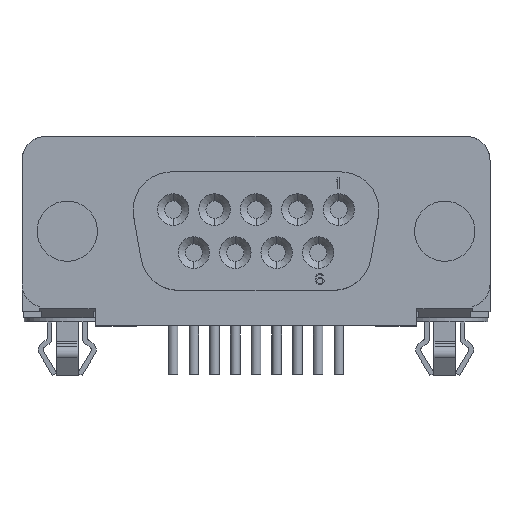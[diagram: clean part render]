
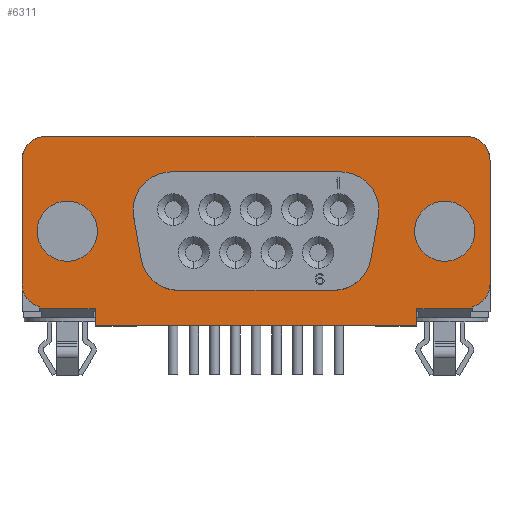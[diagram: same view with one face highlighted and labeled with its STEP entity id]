
A CAD part, top view. The second image highlights one B-rep face of the part: STEP entity #6311.
In plain terms, the highlighted planar face has unit normal (0, 0, 1).
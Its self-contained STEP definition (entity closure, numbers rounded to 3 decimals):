
#104=DIRECTION('',(0.,-1.,0.));
#105=VECTOR('',#104,8.185);
#106=CARTESIAN_POINT('',(-15.494,4.699,-6.071));
#107=LINE('',#106,#105);
#154=CARTESIAN_POINT('',(-5.598,1.382,-6.071));
#155=DIRECTION('',(0.,0.,1.));
#156=DIRECTION('',(0.,1.,0.));
#157=AXIS2_PLACEMENT_3D('',#154,#155,#156);
#159=DIRECTION('',(0.174,-0.985,0.));
#160=VECTOR('',#159,2.806);
#161=CARTESIAN_POINT('',(-8.1,0.941,-6.071));
#162=LINE('',#161,#160);
#163=CARTESIAN_POINT('',(-5.111,-1.382,-6.071));
#164=DIRECTION('',(0.,0.,1.));
#165=DIRECTION('',(-0.985,-0.174,0.));
#166=AXIS2_PLACEMENT_3D('',#163,#164,#165);
#168=DIRECTION('',(1.,0.,0.));
#169=VECTOR('',#168,10.222);
#170=CARTESIAN_POINT('',(-5.111,-3.922,-6.071));
#171=LINE('',#170,#169);
#172=CARTESIAN_POINT('',(5.111,-1.382,-6.071));
#173=DIRECTION('',(0.,0.,1.));
#174=DIRECTION('',(0.,-1.,0.));
#175=AXIS2_PLACEMENT_3D('',#172,#173,#174);
#177=DIRECTION('',(0.174,0.985,0.));
#178=VECTOR('',#177,2.806);
#179=CARTESIAN_POINT('',(7.612,-1.823,-6.071));
#180=LINE('',#179,#178);
#181=CARTESIAN_POINT('',(5.598,1.382,-6.071));
#182=DIRECTION('',(0.,0.,1.));
#183=DIRECTION('',(0.985,-0.174,0.));
#184=AXIS2_PLACEMENT_3D('',#181,#182,#183);
#186=DIRECTION('',(-1.,0.,0.));
#187=VECTOR('',#186,11.196);
#188=CARTESIAN_POINT('',(5.598,3.922,-6.071));
#189=LINE('',#188,#187);
#190=DIRECTION('',(0.,1.,0.));
#191=VECTOR('',#190,1.158);
#192=CARTESIAN_POINT('',(10.655,-6.274,-6.071));
#193=LINE('',#192,#191);
#194=DIRECTION('',(0.,1.,0.));
#195=VECTOR('',#194,1.158);
#196=CARTESIAN_POINT('',(-10.655,-6.274,-6.071));
#197=LINE('',#196,#195);
#198=DIRECTION('',(-1.,0.,0.));
#199=VECTOR('',#198,3.683);
#200=CARTESIAN_POINT('',(-10.655,-5.116,-6.071));
#201=LINE('',#200,#199);
#202=DIRECTION('',(0.,1.,0.));
#203=VECTOR('',#202,0.112);
#204=CARTESIAN_POINT('',(-14.338,-5.116,-6.071));
#205=LINE('',#204,#203);
#206=CARTESIAN_POINT('',(-13.919,-3.486,-6.071));
#207=DIRECTION('',(0.,0.,1.));
#208=DIRECTION('',(-1.,0.,0.));
#209=AXIS2_PLACEMENT_3D('',#206,#207,#208);
#211=CARTESIAN_POINT('',(-13.919,4.699,-6.071));
#212=DIRECTION('',(0.,0.,1.));
#213=DIRECTION('',(0.,1.,0.));
#214=AXIS2_PLACEMENT_3D('',#211,#212,#213);
#216=DIRECTION('',(1.,0.,0.));
#217=VECTOR('',#216,27.838);
#218=CARTESIAN_POINT('',(-13.919,6.274,-6.071));
#219=LINE('',#218,#217);
#220=CARTESIAN_POINT('',(13.919,4.699,-6.071));
#221=DIRECTION('',(0.,0.,1.));
#222=DIRECTION('',(1.,0.,0.));
#223=AXIS2_PLACEMENT_3D('',#220,#221,#222);
#225=CARTESIAN_POINT('',(13.919,-3.486,-6.071));
#226=DIRECTION('',(0.,0.,1.));
#227=DIRECTION('',(0.266,-0.964,0.));
#228=AXIS2_PLACEMENT_3D('',#225,#226,#227);
#230=DIRECTION('',(0.,-1.,0.));
#231=VECTOR('',#230,0.112);
#232=CARTESIAN_POINT('',(14.338,-5.004,-6.071));
#233=LINE('',#232,#231);
#234=DIRECTION('',(-1.,0.,0.));
#235=VECTOR('',#234,3.683);
#236=CARTESIAN_POINT('',(14.338,-5.116,-6.071));
#237=LINE('',#236,#235);
#238=CARTESIAN_POINT('',(12.497,0.,-6.071));
#239=DIRECTION('',(0.,0.,1.));
#240=DIRECTION('',(1.,0.,0.));
#241=AXIS2_PLACEMENT_3D('',#238,#239,#240);
#243=CARTESIAN_POINT('',(12.497,0.,-6.071));
#244=DIRECTION('',(0.,0.,1.));
#245=DIRECTION('',(-1.,0.,0.));
#246=AXIS2_PLACEMENT_3D('',#243,#244,#245);
#248=CARTESIAN_POINT('',(-12.497,0.,-6.071));
#249=DIRECTION('',(0.,0.,1.));
#250=DIRECTION('',(1.,0.,0.));
#251=AXIS2_PLACEMENT_3D('',#248,#249,#250);
#253=CARTESIAN_POINT('',(-12.497,0.,-6.071));
#254=DIRECTION('',(0.,0.,1.));
#255=DIRECTION('',(-1.,0.,0.));
#256=AXIS2_PLACEMENT_3D('',#253,#254,#255);
#1742=DIRECTION('',(1.,0.,0.));
#1743=VECTOR('',#1742,21.311);
#1744=CARTESIAN_POINT('',(-10.655,-6.274,-6.071));
#1745=LINE('',#1744,#1743);
#2448=DIRECTION('',(0.,-1.,0.));
#2449=VECTOR('',#2448,8.185);
#2450=CARTESIAN_POINT('',(15.494,4.699,-6.071));
#2451=LINE('',#2450,#2449);
#4818=CARTESIAN_POINT('',(-5.598,3.922,-6.071));
#4819=CARTESIAN_POINT('',(-8.1,0.941,-6.071));
#4820=VERTEX_POINT('',#4818);
#4821=VERTEX_POINT('',#4819);
#4822=CARTESIAN_POINT('',(-7.612,-1.823,-6.071));
#4823=VERTEX_POINT('',#4822);
#4824=CARTESIAN_POINT('',(-5.111,-3.922,-6.071));
#4825=VERTEX_POINT('',#4824);
#4826=CARTESIAN_POINT('',(5.111,-3.922,-6.071));
#4827=VERTEX_POINT('',#4826);
#4828=CARTESIAN_POINT('',(7.612,-1.823,-6.071));
#4829=VERTEX_POINT('',#4828);
#4830=CARTESIAN_POINT('',(8.1,0.941,-6.071));
#4831=VERTEX_POINT('',#4830);
#4832=CARTESIAN_POINT('',(5.598,3.922,-6.071));
#4833=VERTEX_POINT('',#4832);
#4842=CARTESIAN_POINT('',(10.655,-6.274,-6.071));
#4843=CARTESIAN_POINT('',(10.655,-5.116,-6.071));
#4844=VERTEX_POINT('',#4842);
#4845=VERTEX_POINT('',#4843);
#4846=CARTESIAN_POINT('',(-10.655,-6.274,-6.071));
#4847=VERTEX_POINT('',#4846);
#4938=CARTESIAN_POINT('',(14.338,-5.004,-6.071));
#4939=CARTESIAN_POINT('',(14.338,-5.116,-6.071));
#4940=VERTEX_POINT('',#4938);
#4941=VERTEX_POINT('',#4939);
#6078=CARTESIAN_POINT('',(-15.494,-3.486,-6.071));
#6079=VERTEX_POINT('',#6078);
#6080=CARTESIAN_POINT('',(15.494,-3.486,-6.071));
#6081=VERTEX_POINT('',#6080);
#6082=CARTESIAN_POINT('',(-10.655,-5.116,-6.071));
#6083=VERTEX_POINT('',#6082);
#6084=CARTESIAN_POINT('',(-14.338,-5.116,-6.071));
#6085=VERTEX_POINT('',#6084);
#6086=CARTESIAN_POINT('',(-14.338,-5.004,-6.071));
#6087=VERTEX_POINT('',#6086);
#6130=CARTESIAN_POINT('',(14.491,0.,-6.071));
#6131=CARTESIAN_POINT('',(10.503,0.,-6.071));
#6132=VERTEX_POINT('',#6130);
#6133=VERTEX_POINT('',#6131);
#6134=CARTESIAN_POINT('',(-10.503,0.,-6.071));
#6135=CARTESIAN_POINT('',(-14.491,0.,-6.071));
#6136=VERTEX_POINT('',#6134);
#6137=VERTEX_POINT('',#6135);
#6138=CARTESIAN_POINT('',(15.494,4.699,-6.071));
#6139=CARTESIAN_POINT('',(13.919,6.274,-6.071));
#6140=VERTEX_POINT('',#6138);
#6141=VERTEX_POINT('',#6139);
#6142=CARTESIAN_POINT('',(-13.919,6.274,-6.071));
#6143=CARTESIAN_POINT('',(-15.494,4.699,-6.071));
#6144=VERTEX_POINT('',#6142);
#6145=VERTEX_POINT('',#6143);
#6248=CARTESIAN_POINT('',(-15.494,6.274,-6.071));
#6249=DIRECTION('',(0.,0.,1.));
#6250=DIRECTION('',(0.,-1.,0.));
#6251=AXIS2_PLACEMENT_3D('',#6248,#6249,#6250);
#6252=PLANE('',#6251);
#6254=ORIENTED_EDGE('',*,*,#6253,.F.);
#6256=ORIENTED_EDGE('',*,*,#6255,.F.);
#6258=ORIENTED_EDGE('',*,*,#6257,.T.);
#6260=ORIENTED_EDGE('',*,*,#6259,.T.);
#6262=ORIENTED_EDGE('',*,*,#6261,.T.);
#6264=ORIENTED_EDGE('',*,*,#6263,.F.);
#6265=ORIENTED_EDGE('',*,*,#6167,.F.);
#6267=ORIENTED_EDGE('',*,*,#6266,.F.);
#6269=ORIENTED_EDGE('',*,*,#6268,.T.);
#6271=ORIENTED_EDGE('',*,*,#6270,.F.);
#6273=ORIENTED_EDGE('',*,*,#6272,.T.);
#6275=ORIENTED_EDGE('',*,*,#6274,.F.);
#6277=ORIENTED_EDGE('',*,*,#6276,.T.);
#6279=ORIENTED_EDGE('',*,*,#6278,.T.);
#6280=EDGE_LOOP('',(#6254,#6256,#6258,#6260,#6262,#6264,#6265,#6267,#6269,#6271,
#6273,#6275,#6277,#6279));
#6281=FACE_OUTER_BOUND('',#6280,.F.);
#6283=ORIENTED_EDGE('',*,*,#6282,.T.);
#6285=ORIENTED_EDGE('',*,*,#6284,.T.);
#6287=ORIENTED_EDGE('',*,*,#6286,.T.);
#6289=ORIENTED_EDGE('',*,*,#6288,.T.);
#6291=ORIENTED_EDGE('',*,*,#6290,.T.);
#6293=ORIENTED_EDGE('',*,*,#6292,.T.);
#6295=ORIENTED_EDGE('',*,*,#6294,.T.);
#6297=ORIENTED_EDGE('',*,*,#6296,.T.);
#6298=EDGE_LOOP('',(#6283,#6285,#6287,#6289,#6291,#6293,#6295,#6297));
#6299=FACE_BOUND('',#6298,.F.);
#6300=ORIENTED_EDGE('',*,*,#6238,.T.);
#6302=ORIENTED_EDGE('',*,*,#6301,.T.);
#6303=EDGE_LOOP('',(#6300,#6302));
#6304=FACE_BOUND('',#6303,.F.);
#6306=ORIENTED_EDGE('',*,*,#6305,.T.);
#6308=ORIENTED_EDGE('',*,*,#6307,.T.);
#6309=EDGE_LOOP('',(#6306,#6308));
#6310=FACE_BOUND('',#6309,.F.);
#6311=ADVANCED_FACE('',(#6281,#6299,#6304,#6310),#6252,.T.);
#158=CIRCLE('',#157,2.54);
#167=CIRCLE('',#166,2.54);
#176=CIRCLE('',#175,2.54);
#185=CIRCLE('',#184,2.54);
#210=CIRCLE('',#209,1.575);
#215=CIRCLE('',#214,1.575);
#224=CIRCLE('',#223,1.575);
#229=CIRCLE('',#228,1.575);
#242=CIRCLE('',#241,1.994);
#247=CIRCLE('',#246,1.994);
#252=CIRCLE('',#251,1.994);
#257=CIRCLE('',#256,1.994);
#6167=EDGE_CURVE('',#6145,#6079,#107,.T.);
#6238=EDGE_CURVE('',#6132,#6133,#242,.T.);
#6253=EDGE_CURVE('',#4844,#4845,#193,.T.);
#6255=EDGE_CURVE('',#4847,#4844,#1745,.T.);
#6257=EDGE_CURVE('',#4847,#6083,#197,.T.);
#6259=EDGE_CURVE('',#6083,#6085,#201,.T.);
#6261=EDGE_CURVE('',#6085,#6087,#205,.T.);
#6263=EDGE_CURVE('',#6079,#6087,#210,.T.);
#6266=EDGE_CURVE('',#6144,#6145,#215,.T.);
#6268=EDGE_CURVE('',#6144,#6141,#219,.T.);
#6270=EDGE_CURVE('',#6140,#6141,#224,.T.);
#6272=EDGE_CURVE('',#6140,#6081,#2451,.T.);
#6274=EDGE_CURVE('',#4940,#6081,#229,.T.);
#6276=EDGE_CURVE('',#4940,#4941,#233,.T.);
#6278=EDGE_CURVE('',#4941,#4845,#237,.T.);
#6282=EDGE_CURVE('',#4820,#4821,#158,.T.);
#6284=EDGE_CURVE('',#4821,#4823,#162,.T.);
#6286=EDGE_CURVE('',#4823,#4825,#167,.T.);
#6288=EDGE_CURVE('',#4825,#4827,#171,.T.);
#6290=EDGE_CURVE('',#4827,#4829,#176,.T.);
#6292=EDGE_CURVE('',#4829,#4831,#180,.T.);
#6294=EDGE_CURVE('',#4831,#4833,#185,.T.);
#6296=EDGE_CURVE('',#4833,#4820,#189,.T.);
#6301=EDGE_CURVE('',#6133,#6132,#247,.T.);
#6305=EDGE_CURVE('',#6136,#6137,#252,.T.);
#6307=EDGE_CURVE('',#6137,#6136,#257,.T.);
